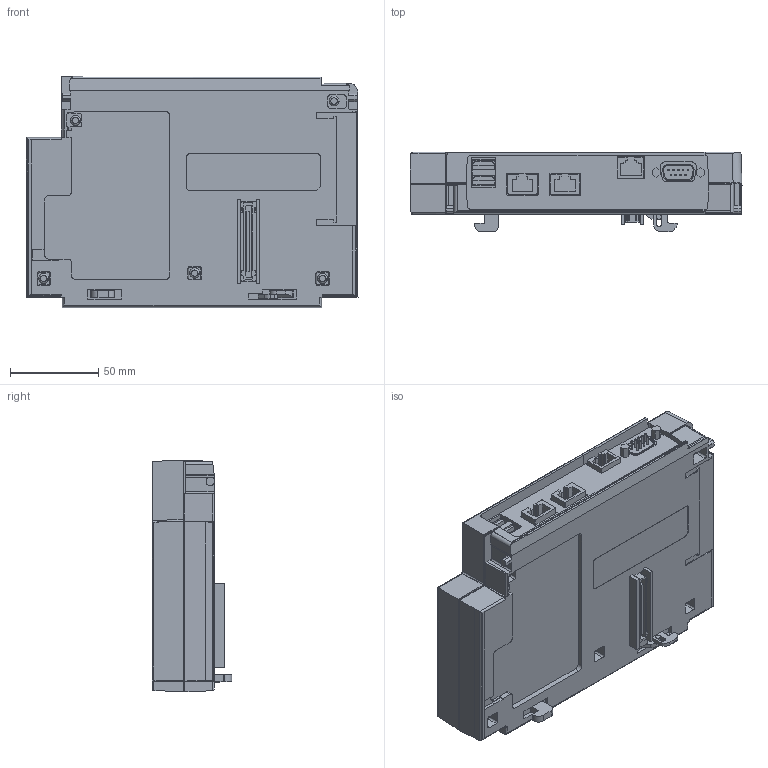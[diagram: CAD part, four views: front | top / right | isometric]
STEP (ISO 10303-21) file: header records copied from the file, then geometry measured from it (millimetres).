
FILE_DESCRIPTION(('STEP AP242'),'1');
FILE_NAME('hmig5u.stp','2018-11-24T07:23:51',('TraceParts'),('TraceParts S.A.'),'Spatial InterOp 3D',' ',' ');
FILE_SCHEMA(('AP242_MANAGED_MODEL_BASED_3D_ENGINEERING_MIM_LF {1 0 10303 442 1 1 4}'));
Length unit declared in the file: millimetre
Products named in the file (1): hmig5u_1
Bounding box: 188.06 x 45 x 131.05 mm (x, y, z)
Volume: 753702.2 mm3; surface area: 91179.9 mm2
Topology: 10 solids, 10 shells, 1589 faces, 4245 edges, 2814 vertices
Faces by surface type: plane 1102, cylinder 453, torus 15, bspline 13, extrusion 6
Entity records: 63218 total; most frequent: CARTESIAN_POINT 10138, ORIENTED_EDGE 8490, DIRECTION 8108, EDGE_CURVE 4245, VECTOR 3250, LINE 3244, VERTEX_POINT 2814, AXIS2_PLACEMENT_3D 2429
